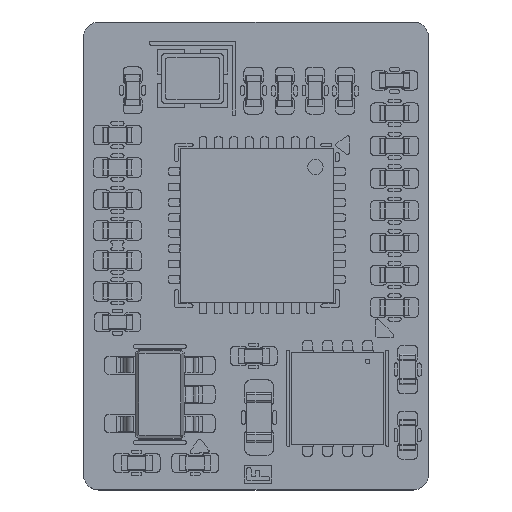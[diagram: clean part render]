
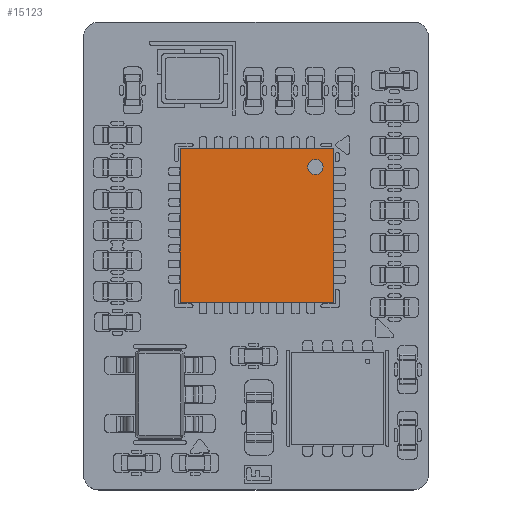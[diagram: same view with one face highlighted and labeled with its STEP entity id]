
A CAD part, top view. The second image highlights one B-rep face of the part: STEP entity #15123.
In plain terms, the highlighted planar face has unit normal (0, 0, 1).
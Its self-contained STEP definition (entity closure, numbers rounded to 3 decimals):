
#11105=CARTESIAN_POINT('',(2.52,-1.5,1.925));
#11106=VERTEX_POINT('',#11105);
#11284=CARTESIAN_POINT('',(2.52,3.48,1.925));
#11285=VERTEX_POINT('',#11284);
#11292=CARTESIAN_POINT('',(2.52,3.48,1.925));
#11293=DIRECTION('',(-0.,-1.,-0.));
#11294=VECTOR('',#11293,4.98);
#11295=LINE('',#11292,#11294);
#11296=EDGE_CURVE('',#11285,#11106,#11295,.T.);
#11503=CARTESIAN_POINT('',(-2.46,3.48,1.925));
#11504=VERTEX_POINT('',#11503);
#11511=CARTESIAN_POINT('',(2.52,3.48,1.925));
#11512=DIRECTION('',(-1.,0.,0.));
#11513=VECTOR('',#11512,4.98);
#11514=LINE('',#11511,#11513);
#11515=EDGE_CURVE('',#11285,#11504,#11514,.T.);
#13000=CARTESIAN_POINT('',(-2.46,-1.5,1.925));
#13001=VERTEX_POINT('',#13000);
#13002=CARTESIAN_POINT('',(2.52,-1.5,1.925));
#13003=DIRECTION('',(-1.,0.,0.));
#13004=VECTOR('',#13003,4.98);
#13005=LINE('',#13002,#13004);
#13006=EDGE_CURVE('',#11106,#13001,#13005,.T.);
#13207=CARTESIAN_POINT('',(-2.46,3.48,1.925));
#13208=DIRECTION('',(-0.,-1.,0.));
#13209=VECTOR('',#13208,4.98);
#13210=LINE('',#13207,#13209);
#13211=EDGE_CURVE('',#11504,#13001,#13210,.T.);
#15092=CARTESIAN_POINT('',(2.52,3.48,1.925));
#15093=DIRECTION('',(0.,0.,1.));
#15094=DIRECTION('',(-1.,0.,0.));
#15095=AXIS2_PLACEMENT_3D('',#15092,#15093,#15094);
#15096=PLANE('',#15095);
#15097=ORIENTED_EDGE('',*,*,#11296,.F.);
#15098=ORIENTED_EDGE('',*,*,#11515,.T.);
#15099=ORIENTED_EDGE('',*,*,#13211,.T.);
#15100=ORIENTED_EDGE('',*,*,#13006,.F.);
#15101=EDGE_LOOP('',(#15097,#15098,#15099,#15100));
#15102=FACE_BOUND('',#15101,.T.);
#15103=CARTESIAN_POINT('',(1.93,3.14,1.925));
#15104=VERTEX_POINT('',#15103);
#15105=CARTESIAN_POINT('',(1.68,2.89,1.925));
#15106=VERTEX_POINT('',#15105);
#15107=CARTESIAN_POINT('',(1.93,2.89,1.925));
#15108=DIRECTION('',(0.,0.,-1.));
#15109=DIRECTION('',(-0.,1.,0.));
#15110=AXIS2_PLACEMENT_3D('',#15107,#15108,#15109);
#15111=CIRCLE('',#15110,0.25);
#15112=EDGE_CURVE('',#15104,#15106,#15111,.T.);
#15113=ORIENTED_EDGE('',*,*,#15112,.T.);
#15114=CARTESIAN_POINT('',(1.93,2.89,1.925));
#15115=DIRECTION('',(0.,0.,-1.));
#15116=DIRECTION('',(-0.,1.,0.));
#15117=AXIS2_PLACEMENT_3D('',#15114,#15115,#15116);
#15118=CIRCLE('',#15117,0.25);
#15119=EDGE_CURVE('',#15106,#15104,#15118,.T.);
#15120=ORIENTED_EDGE('',*,*,#15119,.T.);
#15121=EDGE_LOOP('',(#15113,#15120));
#15122=FACE_BOUND('',#15121,.T.);
#15123=ADVANCED_FACE('',(#15102,#15122),#15096,.T.);
